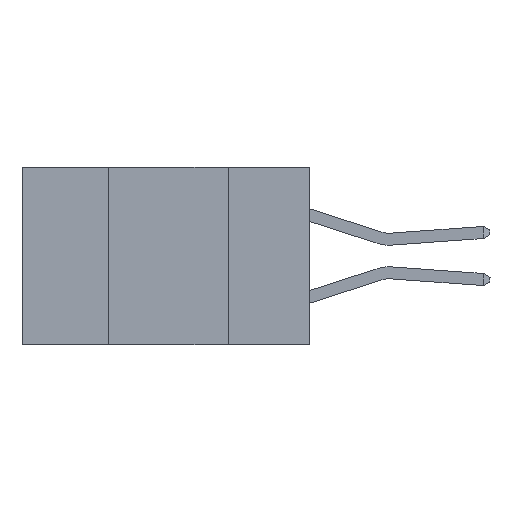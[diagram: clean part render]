
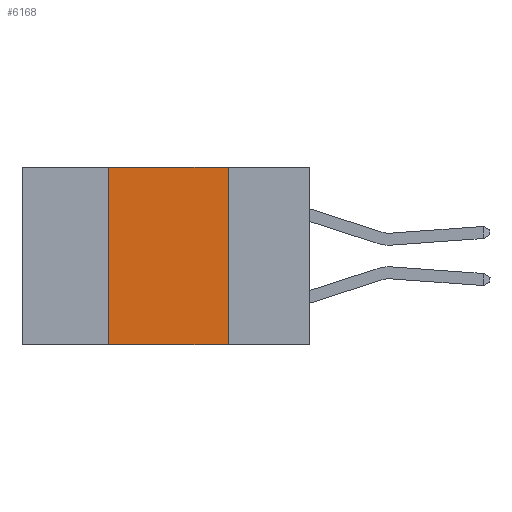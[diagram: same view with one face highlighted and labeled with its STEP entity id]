
A CAD part, left-side view. The second image highlights one B-rep face of the part: STEP entity #6168.
In plain terms, the highlighted planar face has unit normal (-1, 0, 0).
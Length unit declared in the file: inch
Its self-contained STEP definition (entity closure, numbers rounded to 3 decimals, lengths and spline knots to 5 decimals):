
#23 = EDGE_CURVE ( 'NONE', #2513, #9268, #10184, .T. ) ;
#203 = FACE_OUTER_BOUND ( 'NONE', #19680, .T. ) ;
#592 = CARTESIAN_POINT ( 'NONE',  ( 0., 0.17, -0.37 ) ) ;
#880 = DIRECTION ( 'NONE',  ( 0., -1., 0. ) ) ;
#924 = CARTESIAN_POINT ( 'NONE',  ( 0., 0.42, 0. ) ) ;
#1689 = CARTESIAN_POINT ( 'NONE',  ( 0., 0.42, -0.37 ) ) ;
#2209 = CARTESIAN_POINT ( 'NONE',  ( 0., 0.42, -0.37 ) ) ;
#2355 = ORIENTED_EDGE ( 'NONE', *, *, #23, .F. ) ;
#2513 = VERTEX_POINT ( 'NONE', #6085 ) ;
#4169 = EDGE_CURVE ( 'NONE', #16925, #9268, #14986, .T. ) ;
#4417 = LINE ( 'NONE', #7838, #20823 ) ;
#6085 = CARTESIAN_POINT ( 'NONE',  ( 0., 0.17, 0. ) ) ;
#6168 = ADVANCED_FACE ( 'NONE', ( #203 ), #8366, .F. ) ;
#6253 = EDGE_CURVE ( 'NONE', #16925, #16401, #8184, .T. ) ;
#7838 = CARTESIAN_POINT ( 'NONE',  ( 0., 0.6, 0. ) ) ;
#8184 = LINE ( 'NONE', #1689, #15959 ) ;
#8244 = AXIS2_PLACEMENT_3D ( 'NONE', #19785, #21346, #11676 ) ;
#8366 = PLANE ( 'NONE',  #8244 ) ;
#9268 = VERTEX_POINT ( 'NONE', #12568 ) ;
#9678 = VECTOR ( 'NONE', #15659, 39.37008 ) ;
#10184 = LINE ( 'NONE', #592, #9678 ) ;
#11353 = ORIENTED_EDGE ( 'NONE', *, *, #12796, .F. ) ;
#11676 = DIRECTION ( 'NONE',  ( 0., 0., -1. ) ) ;
#12568 = CARTESIAN_POINT ( 'NONE',  ( 0., 0.17, -0.37 ) ) ;
#12796 = EDGE_CURVE ( 'NONE', #16401, #2513, #4417, .T. ) ;
#14302 = CARTESIAN_POINT ( 'NONE',  ( 0., 0.6, -0.37 ) ) ;
#14464 = VECTOR ( 'NONE', #20725, 39.37008 ) ;
#14986 = LINE ( 'NONE', #14302, #14464 ) ;
#15231 = DIRECTION ( 'NONE',  ( 0., 0., 1. ) ) ;
#15535 = ORIENTED_EDGE ( 'NONE', *, *, #4169, .T. ) ;
#15659 = DIRECTION ( 'NONE',  ( 0., 0., -1. ) ) ;
#15959 = VECTOR ( 'NONE', #15231, 39.37008 ) ;
#16401 = VERTEX_POINT ( 'NONE', #924 ) ;
#16925 = VERTEX_POINT ( 'NONE', #2209 ) ;
#19680 = EDGE_LOOP ( 'NONE', ( #2355, #11353, #20495, #15535 ) ) ;
#19785 = CARTESIAN_POINT ( 'NONE',  ( 0., 0.6, 0. ) ) ;
#20495 = ORIENTED_EDGE ( 'NONE', *, *, #6253, .F. ) ;
#20725 = DIRECTION ( 'NONE',  ( 0., -1., 0. ) ) ;
#20823 = VECTOR ( 'NONE', #880, 39.37008 ) ;
#21346 = DIRECTION ( 'NONE',  ( 1., 0., 0. ) ) ;
